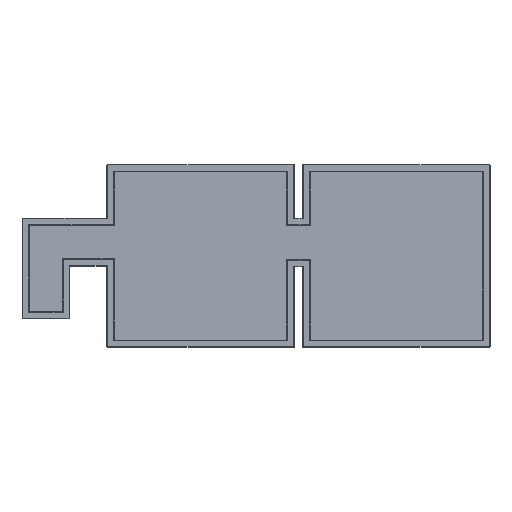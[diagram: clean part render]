
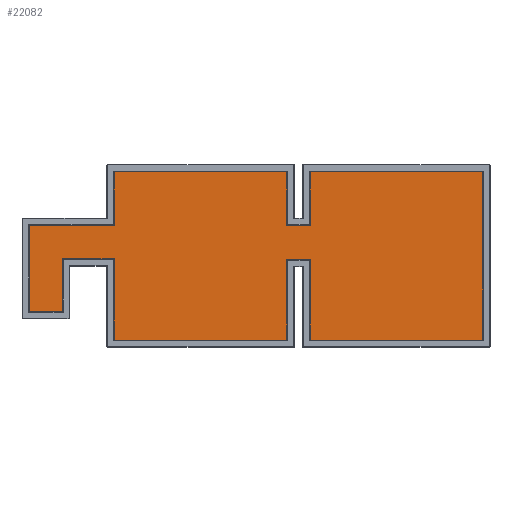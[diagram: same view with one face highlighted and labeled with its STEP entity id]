
A CAD part, top view. The second image highlights one B-rep face of the part: STEP entity #22082.
In plain terms, the highlighted planar face has unit normal (0, 0, 1).
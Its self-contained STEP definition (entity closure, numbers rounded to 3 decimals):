
#1817=FACE_OUTER_BOUND('',#3131,.T.);
#3131=EDGE_LOOP('',(#15950,#15951,#15952,#15953,#15954,#15955,#15956,#15957,
#15958,#15959,#15960,#15961,#15962,#15963,#15964,#15965,#15966,#15967));
#4772=LINE('',#33471,#7207);
#4774=LINE('',#33478,#7209);
#4776=LINE('',#33484,#7211);
#4778=LINE('',#33490,#7213);
#4780=LINE('',#33496,#7215);
#4782=LINE('',#33502,#7217);
#4784=LINE('',#33508,#7219);
#4785=LINE('',#33512,#7220);
#4787=LINE('',#33517,#7222);
#4788=LINE('',#33520,#7223);
#4789=LINE('',#33524,#7224);
#4790=LINE('',#33528,#7225);
#4791=LINE('',#33532,#7226);
#4792=LINE('',#33536,#7227);
#4793=LINE('',#33540,#7228);
#4794=LINE('',#33544,#7229);
#4795=LINE('',#33548,#7230);
#4796=LINE('',#33551,#7231);
#7207=VECTOR('',#26515,10.);
#7209=VECTOR('',#26523,10.);
#7211=VECTOR('',#26529,10.);
#7213=VECTOR('',#26535,10.);
#7215=VECTOR('',#26541,10.);
#7217=VECTOR('',#26547,10.);
#7219=VECTOR('',#26553,10.);
#7220=VECTOR('',#26556,10.);
#7222=VECTOR('',#26564,10.);
#7223=VECTOR('',#26567,10.);
#7224=VECTOR('',#26572,10.);
#7225=VECTOR('',#26577,10.);
#7226=VECTOR('',#26582,10.);
#7227=VECTOR('',#26587,10.);
#7228=VECTOR('',#26592,10.);
#7229=VECTOR('',#26597,10.);
#7230=VECTOR('',#26602,10.);
#7231=VECTOR('',#26607,10.);
#9536=VERTEX_POINT('',#33468);
#9537=VERTEX_POINT('',#33470);
#9539=VERTEX_POINT('',#33476);
#9541=VERTEX_POINT('',#33482);
#9543=VERTEX_POINT('',#33488);
#9545=VERTEX_POINT('',#33494);
#9547=VERTEX_POINT('',#33500);
#9549=VERTEX_POINT('',#33506);
#9550=VERTEX_POINT('',#33510);
#9551=VERTEX_POINT('',#33511);
#9552=VERTEX_POINT('',#33519);
#9553=VERTEX_POINT('',#33523);
#9554=VERTEX_POINT('',#33527);
#9555=VERTEX_POINT('',#33531);
#9556=VERTEX_POINT('',#33535);
#9557=VERTEX_POINT('',#33539);
#9558=VERTEX_POINT('',#33543);
#9559=VERTEX_POINT('',#33547);
#11859=EDGE_CURVE('',#9536,#9537,#4772,.T.);
#11863=EDGE_CURVE('',#9539,#9536,#4774,.T.);
#11866=EDGE_CURVE('',#9541,#9539,#4776,.T.);
#11869=EDGE_CURVE('',#9543,#9541,#4778,.T.);
#11872=EDGE_CURVE('',#9545,#9543,#4780,.T.);
#11875=EDGE_CURVE('',#9547,#9545,#4782,.T.);
#11878=EDGE_CURVE('',#9549,#9547,#4784,.T.);
#11879=EDGE_CURVE('',#9550,#9551,#4785,.T.);
#11883=EDGE_CURVE('',#9551,#9549,#4787,.T.);
#11884=EDGE_CURVE('',#9552,#9550,#4788,.T.);
#11886=EDGE_CURVE('',#9553,#9552,#4789,.T.);
#11888=EDGE_CURVE('',#9554,#9553,#4790,.T.);
#11890=EDGE_CURVE('',#9555,#9554,#4791,.T.);
#11892=EDGE_CURVE('',#9556,#9555,#4792,.T.);
#11894=EDGE_CURVE('',#9557,#9556,#4793,.T.);
#11896=EDGE_CURVE('',#9558,#9557,#4794,.T.);
#11898=EDGE_CURVE('',#9559,#9558,#4795,.T.);
#11900=EDGE_CURVE('',#9537,#9559,#4796,.T.);
#15950=ORIENTED_EDGE('',*,*,#11879,.F.);
#15951=ORIENTED_EDGE('',*,*,#11884,.F.);
#15952=ORIENTED_EDGE('',*,*,#11886,.F.);
#15953=ORIENTED_EDGE('',*,*,#11888,.F.);
#15954=ORIENTED_EDGE('',*,*,#11890,.F.);
#15955=ORIENTED_EDGE('',*,*,#11892,.F.);
#15956=ORIENTED_EDGE('',*,*,#11894,.F.);
#15957=ORIENTED_EDGE('',*,*,#11896,.F.);
#15958=ORIENTED_EDGE('',*,*,#11898,.F.);
#15959=ORIENTED_EDGE('',*,*,#11900,.F.);
#15960=ORIENTED_EDGE('',*,*,#11859,.F.);
#15961=ORIENTED_EDGE('',*,*,#11863,.F.);
#15962=ORIENTED_EDGE('',*,*,#11866,.F.);
#15963=ORIENTED_EDGE('',*,*,#11869,.F.);
#15964=ORIENTED_EDGE('',*,*,#11872,.F.);
#15965=ORIENTED_EDGE('',*,*,#11875,.F.);
#15966=ORIENTED_EDGE('',*,*,#11878,.F.);
#15967=ORIENTED_EDGE('',*,*,#11883,.F.);
#21209=PLANE('',#23577);
#22082=ADVANCED_FACE('',(#1817),#21209,.T.);
#23577=AXIS2_PLACEMENT_3D('',#33553,#26609,#26610);
#26515=DIRECTION('',(0.,1.,0.));
#26523=DIRECTION('',(1.,0.,0.));
#26529=DIRECTION('',(0.,-1.,0.));
#26535=DIRECTION('',(1.,0.,0.));
#26541=DIRECTION('',(0.,1.,0.));
#26547=DIRECTION('',(1.,0.,0.));
#26553=DIRECTION('',(0.,1.,0.));
#26556=DIRECTION('',(0.,-1.,0.));
#26564=DIRECTION('',(-1.,0.,0.));
#26567=DIRECTION('',(-1.,0.,0.));
#26572=DIRECTION('',(0.,1.,0.));
#26577=DIRECTION('',(-1.,0.,0.));
#26582=DIRECTION('',(0.,-1.,0.));
#26587=DIRECTION('',(-1.,0.,0.));
#26592=DIRECTION('',(0.,1.,0.));
#26597=DIRECTION('',(-1.,0.,0.));
#26602=DIRECTION('',(0.,-1.,0.));
#26607=DIRECTION('',(1.,0.,0.));
#26609=DIRECTION('center_axis',(0.,0.,1.));
#26610=DIRECTION('ref_axis',(1.,0.,0.));
#33468=CARTESIAN_POINT('',(39.928,16.333,12.2));
#33470=CARTESIAN_POINT('',(39.928,23.953,12.2));
#33471=CARTESIAN_POINT('',(39.928,14.192,12.2));
#33476=CARTESIAN_POINT('',(36.653,16.333,12.2));
#33478=CARTESIAN_POINT('',(34.48,16.333,12.2));
#33482=CARTESIAN_POINT('',(36.653,23.953,12.2));
#33484=CARTESIAN_POINT('',(36.653,18.002,12.2));
#33488=CARTESIAN_POINT('',(12.115,23.953,12.2));
#33490=CARTESIAN_POINT('',(22.161,23.953,12.2));
#33494=CARTESIAN_POINT('',(12.115,16.333,12.2));
#33496=CARTESIAN_POINT('',(12.115,14.192,12.2));
#33500=CARTESIAN_POINT('',(0.05,16.333,12.2));
#33502=CARTESIAN_POINT('',(16.129,16.333,12.2));
#33506=CARTESIAN_POINT('',(0.05,4.114,12.2));
#33508=CARTESIAN_POINT('',(0.05,8.033,12.2));
#33510=CARTESIAN_POINT('',(4.776,11.607,12.2));
#33511=CARTESIAN_POINT('',(4.776,4.114,12.2));
#33512=CARTESIAN_POINT('',(4.776,11.779,12.2));
#33517=CARTESIAN_POINT('',(18.542,4.114,12.2));
#33519=CARTESIAN_POINT('',(12.115,11.607,12.2));
#33520=CARTESIAN_POINT('',(22.161,11.607,12.2));
#33523=CARTESIAN_POINT('',(12.115,0.05,12.2));
#33524=CARTESIAN_POINT('',(12.115,6.001,12.2));
#33527=CARTESIAN_POINT('',(36.653,0.05,12.2));
#33528=CARTESIAN_POINT('',(34.48,0.05,12.2));
#33531=CARTESIAN_POINT('',(36.653,11.48,12.2));
#33532=CARTESIAN_POINT('',(36.653,11.716,12.2));
#33535=CARTESIAN_POINT('',(39.928,11.48,12.2));
#33536=CARTESIAN_POINT('',(36.068,11.48,12.2));
#33539=CARTESIAN_POINT('',(39.928,0.05,12.2));
#33540=CARTESIAN_POINT('',(39.928,6.001,12.2));
#33543=CARTESIAN_POINT('',(64.466,0.05,12.2));
#33544=CARTESIAN_POINT('',(48.387,0.05,12.2));
#33547=CARTESIAN_POINT('',(64.466,23.953,12.2));
#33548=CARTESIAN_POINT('',(64.466,18.002,12.2));
#33551=CARTESIAN_POINT('',(36.068,23.953,12.2));
#33553=CARTESIAN_POINT('Origin',(32.258,12.001,12.2));
